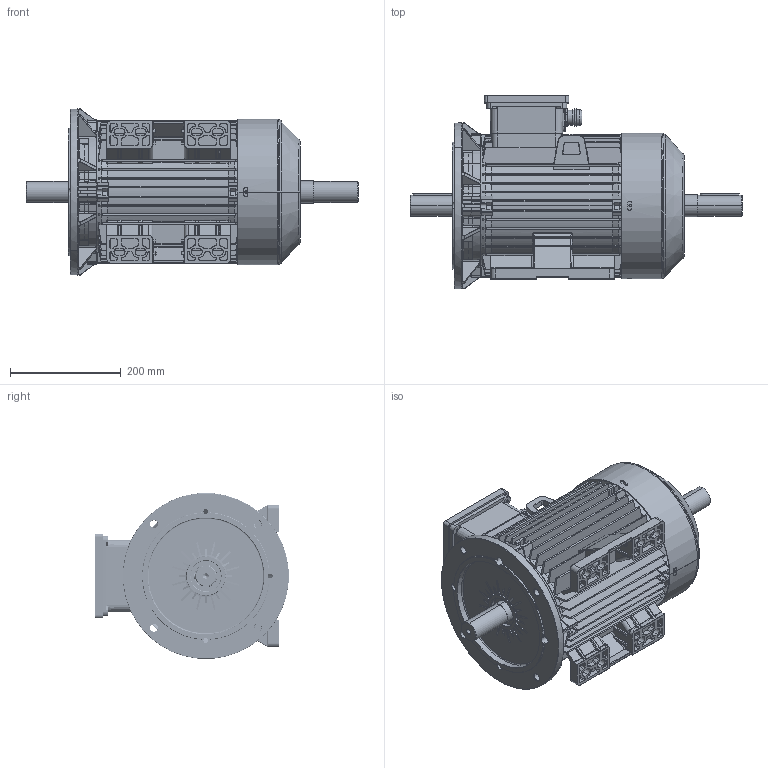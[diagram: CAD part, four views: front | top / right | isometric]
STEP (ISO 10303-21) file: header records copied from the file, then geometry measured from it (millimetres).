
FILE_DESCRIPTION (( 'STEP AP214' ), '1' );
FILE_NAME ('FCAP 132SM-B3 B5-IC411-2-4-6-8 POLES-TB TOP-DOUBLE SHAFT.STEP', '2024-09-24T12:59:30', ( '' ), ( '' ), 'SwSTEP 2.0', 'SolidWorks 2024', '' );
FILE_SCHEMA (( 'AUTOMOTIVE_DESIGN' ));
Length unit declared in the file: millimetre
Products named in the file (16): Tappo M25; FCAP 132SM-B3 B5-IC411-2-4-6-8 POLES-TB TOP-DOUBLE SHAFT; Copriventola 132M H.113; Scudo C132 anteriore; Albero 132M serie autoventilato; Carcassa 132SM-B3-AX; Scatola morsetti 132; PRESSACAVO M25; Coperchio scatola morsetti 132; Gruppo Coprimorsettiera 132; Guarnizione scatola-coperchio 132; Scudo C-FC132 posteriore alto; Targhetta motore_LAMIERA ALLUMINIO; parallel_din_Parallel key A10 x 8 x 70 DIN 6885; Flangia FC132_Cuscinetto_6208; Guarnizione scatola-motore 132
Assembly tree (17 placements, depth 3):
  FCAP 132SM-B3 B5-IC411-2-4-6-8 POLES-TB TOP-DOUBLE SHAFT
    Albero 132M serie autoventilato  x2
    Scudo C132 anteriore
    Flangia FC132_Cuscinetto_6208
    parallel_din_Parallel key A10 x 8 x 70 DIN 6885  x2
    Targhetta motore_LAMIERA ALLUMINIO
    Scudo C-FC132 posteriore alto
    Copriventola 132M H.113
    Carcassa 132SM-B3-AX
    Gruppo Coprimorsettiera 132
      Scatola morsetti 132
      Coperchio scatola morsetti 132
      Guarnizione scatola-motore 132
      PRESSACAVO M25
      Tappo M25
      Guarnizione scatola-coperchio 132
Bounding box: 600 x 350 x 300 mm (x, y, z)
Volume: 5981591.8 mm3; surface area: 2095436.9 mm2
Topology: 16 solids, 20 shells, 6109 faces, 16323 edges, 10322 vertices
Faces by surface type: plane 2443, cylinder 1452, cone 925, torus 768, bspline 371, sphere 150
Entity records: 211426 total; most frequent: CARTESIAN_POINT 62813, ORIENTED_EDGE 32298, DIRECTION 29791, EDGE_CURVE 16149, AXIS2_PLACEMENT_3D 10945, VERTEX_POINT 10238, LINE 7901, VECTOR 7901
